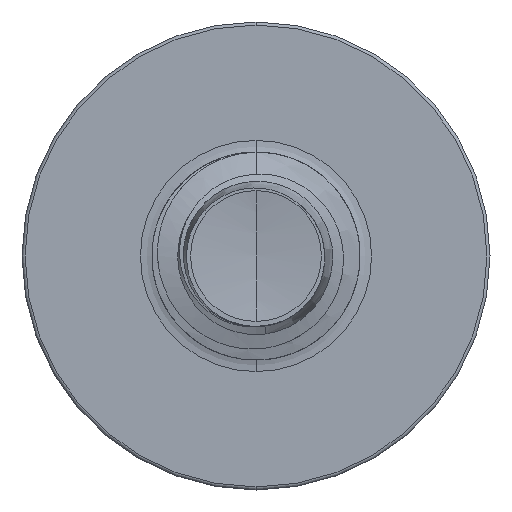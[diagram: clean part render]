
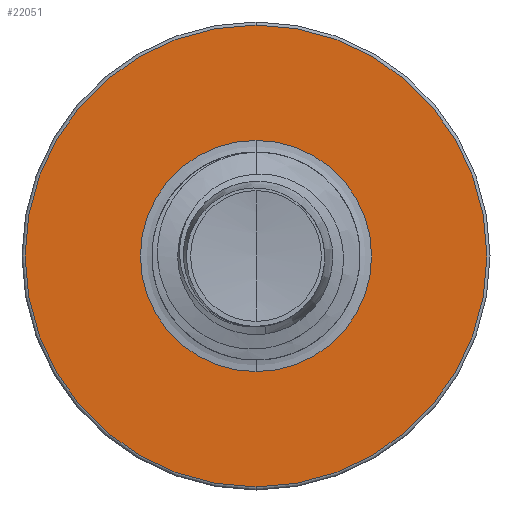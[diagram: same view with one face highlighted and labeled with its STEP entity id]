
A CAD part, front view. The second image highlights one B-rep face of the part: STEP entity #22051.
In plain terms, the highlighted planar face has unit normal (0, -1, 0).
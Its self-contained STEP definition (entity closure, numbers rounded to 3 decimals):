
#857 = VERTEX_POINT ( 'NONE', #21657 ) ;
#1006 = DIRECTION ( 'NONE',  ( 0., 0., 1. ) ) ;
#1051 = DIRECTION ( 'NONE',  ( 0., 1., 0. ) ) ;
#1093 = DIRECTION ( 'NONE',  ( 0., 0., 1. ) ) ;
#1100 = CARTESIAN_POINT ( 'NONE',  ( 0., 6., 0. ) ) ;
#1161 = DIRECTION ( 'NONE',  ( 0., 1., 0. ) ) ;
#1215 = PLANE ( 'NONE',  #16887 ) ;
#1379 = CARTESIAN_POINT ( 'NONE',  ( 0., 6., -1.112 ) ) ;
#1469 = ORIENTED_EDGE ( 'NONE', *, *, #3924, .F. ) ;
#1790 = VERTEX_POINT ( 'NONE', #16266 ) ;
#2603 = EDGE_CURVE ( 'NONE', #1790, #18048, #7589, .T. ) ;
#2818 = CIRCLE ( 'NONE', #19238, 2.22 ) ;
#3924 = EDGE_CURVE ( 'NONE', #18048, #1790, #2818, .T. ) ;
#7583 = DIRECTION ( 'NONE',  ( 0., 0., 1. ) ) ;
#7588 = DIRECTION ( 'NONE',  ( 0., 1., 0. ) ) ;
#7589 = CIRCLE ( 'NONE', #20130, 2.22 ) ;
#7625 = CARTESIAN_POINT ( 'NONE',  ( 0., 6., 0. ) ) ;
#8350 = CARTESIAN_POINT ( 'NONE',  ( 0., 6., -1.112 ) ) ;
#8442 = EDGE_LOOP ( 'NONE', ( #15769, #19688 ) ) ;
#8641 = DIRECTION ( 'NONE',  ( 0., 0., 1. ) ) ;
#8677 = DIRECTION ( 'NONE',  ( 0., 1., 0. ) ) ;
#8725 = CARTESIAN_POINT ( 'NONE',  ( 0., 6., 0. ) ) ;
#9005 = AXIS2_PLACEMENT_3D ( 'NONE', #7625, #7588, #7583 ) ;
#9472 = ORIENTED_EDGE ( 'NONE', *, *, #2603, .F. ) ;
#11984 = FACE_OUTER_BOUND ( 'NONE', #20067, .T. ) ;
#15769 = ORIENTED_EDGE ( 'NONE', *, *, #22147, .T. ) ;
#16266 = CARTESIAN_POINT ( 'NONE',  ( 0., 6., -2.22 ) ) ;
#16887 = AXIS2_PLACEMENT_3D ( 'NONE', #1379, #1161, #1093 ) ;
#17010 = VERTEX_POINT ( 'NONE', #8350 ) ;
#17180 = EDGE_CURVE ( 'NONE', #17010, #857, #20814, .T. ) ;
#17615 = DIRECTION ( 'NONE',  ( 0., 0., 1. ) ) ;
#17688 = DIRECTION ( 'NONE',  ( 0., 1., 0. ) ) ;
#17857 = CARTESIAN_POINT ( 'NONE',  ( 0., 6., 0. ) ) ;
#18048 = VERTEX_POINT ( 'NONE', #18541 ) ;
#18541 = CARTESIAN_POINT ( 'NONE',  ( 0., 6., 2.22 ) ) ;
#19238 = AXIS2_PLACEMENT_3D ( 'NONE', #17857, #17688, #17615 ) ;
#19688 = ORIENTED_EDGE ( 'NONE', *, *, #17180, .T. ) ;
#20067 = EDGE_LOOP ( 'NONE', ( #1469, #9472 ) ) ;
#20130 = AXIS2_PLACEMENT_3D ( 'NONE', #8725, #8677, #8641 ) ;
#20814 = CIRCLE ( 'NONE', #9005, 1.112 ) ;
#21037 = AXIS2_PLACEMENT_3D ( 'NONE', #1100, #1051, #1006 ) ;
#21657 = CARTESIAN_POINT ( 'NONE',  ( 0., 6., 1.112 ) ) ;
#21799 = FACE_BOUND ( 'NONE', #8442, .T. ) ;
#22051 = ADVANCED_FACE ( 'NONE', ( #11984, #21799 ), #1215, .F. ) ;
#22147 = EDGE_CURVE ( 'NONE', #857, #17010, #22179, .T. ) ;
#22179 = CIRCLE ( 'NONE', #21037, 1.112 ) ;
